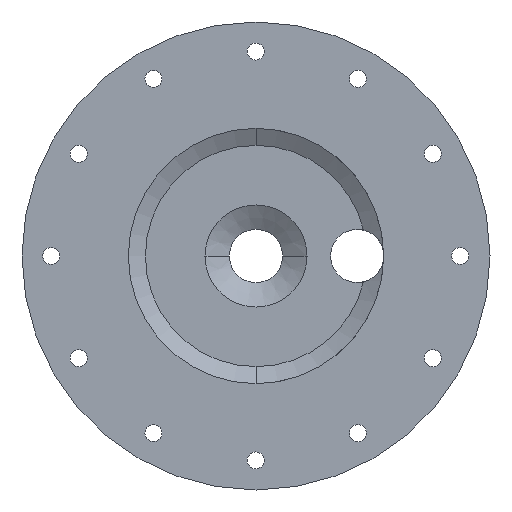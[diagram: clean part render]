
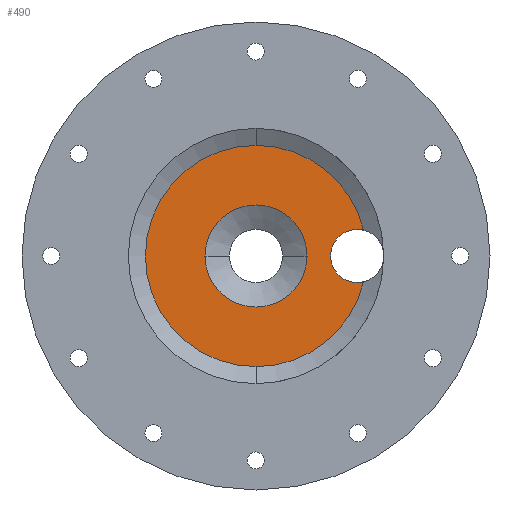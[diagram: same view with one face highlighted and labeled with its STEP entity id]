
A CAD part, front view. The second image highlights one B-rep face of the part: STEP entity #490.
In plain terms, the highlighted planar face has unit normal (0, -1, 0).
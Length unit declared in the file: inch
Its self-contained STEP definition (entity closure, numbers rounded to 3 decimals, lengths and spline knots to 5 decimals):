
#122 = EDGE_CURVE ( 'NONE', #129, #1613, #1610, .T. ) ;
#129 = VERTEX_POINT ( 'NONE', #1289 ) ;
#206 = AXIS2_PLACEMENT_3D ( 'NONE', #1158, #225, #674 ) ;
#225 = DIRECTION ( 'NONE',  ( 0., 1., 0. ) ) ;
#235 = CARTESIAN_POINT ( 'NONE',  ( 0.6, 0.375, 0. ) ) ;
#244 = VERTEX_POINT ( 'NONE', #1169 ) ;
#268 = DIRECTION ( 'NONE',  ( 0., 1., 0. ) ) ;
#313 = CARTESIAN_POINT ( 'NONE',  ( 1.19, 0.375, 0. ) ) ;
#325 = CARTESIAN_POINT ( 'NONE',  ( 1.26405, 0.375, -0.3036 ) ) ;
#342 = EDGE_CURVE ( 'NONE', #244, #1127, #989, .T. ) ;
#441 = ORIENTED_EDGE ( 'NONE', *, *, #1273, .T. ) ;
#476 = DIRECTION ( 'NONE',  ( 0., 0., -1. ) ) ;
#490 = ADVANCED_FACE ( 'NONE', ( #1455, #1436 ), #1881, .T. ) ;
#552 = DIRECTION ( 'NONE',  ( -1., 0., 0. ) ) ;
#556 = EDGE_CURVE ( 'NONE', #1095, #1279, #822, .T. ) ;
#562 = AXIS2_PLACEMENT_3D ( 'NONE', #625, #803, #476 ) ;
#574 = EDGE_LOOP ( 'NONE', ( #1383, #806 ) ) ;
#582 = VERTEX_POINT ( 'NONE', #1115 ) ;
#598 = CIRCLE ( 'NONE', #1713, 1.3 ) ;
#625 = CARTESIAN_POINT ( 'NONE',  ( 0., 0.375, 0. ) ) ;
#664 = DIRECTION ( 'NONE',  ( 0., -1., 0. ) ) ;
#674 = DIRECTION ( 'NONE',  ( 0., 0., 1. ) ) ;
#698 = EDGE_CURVE ( 'NONE', #895, #582, #800, .T. ) ;
#743 = CIRCLE ( 'NONE', #1888, 1.3 ) ;
#782 = DIRECTION ( 'NONE',  ( -1., 0., 0. ) ) ;
#800 = CIRCLE ( 'NONE', #206, 0.3125 ) ;
#803 = DIRECTION ( 'NONE',  ( 0., -1., 0. ) ) ;
#806 = ORIENTED_EDGE ( 'NONE', *, *, #342, .T. ) ;
#813 = DIRECTION ( 'NONE',  ( 0., 0., 1. ) ) ;
#822 = CIRCLE ( 'NONE', #562, 1.3 ) ;
#852 = DIRECTION ( 'NONE',  ( 0., 1., 0. ) ) ;
#895 = VERTEX_POINT ( 'NONE', #325 ) ;
#897 = DIRECTION ( 'NONE',  ( 0., 0., -1. ) ) ;
#901 = AXIS2_PLACEMENT_3D ( 'NONE', #1266, #1897, #813 ) ;
#927 = CARTESIAN_POINT ( 'NONE',  ( 0., 0.375, 0. ) ) ;
#989 = CIRCLE ( 'NONE', #1847, 0.6 ) ;
#1005 = ORIENTED_EDGE ( 'NONE', *, *, #1152, .T. ) ;
#1025 = ORIENTED_EDGE ( 'NONE', *, *, #698, .T. ) ;
#1035 = ORIENTED_EDGE ( 'NONE', *, *, #1621, .T. ) ;
#1046 = DIRECTION ( 'NONE',  ( 0., -1., 0. ) ) ;
#1095 = VERTEX_POINT ( 'NONE', #1802 ) ;
#1098 = DIRECTION ( 'NONE',  ( 0., 1., 0. ) ) ;
#1115 = CARTESIAN_POINT ( 'NONE',  ( 1.19, 0.375, -0.3125 ) ) ;
#1127 = VERTEX_POINT ( 'NONE', #235 ) ;
#1152 = EDGE_CURVE ( 'NONE', #1613, #1095, #598, .T. ) ;
#1158 = CARTESIAN_POINT ( 'NONE',  ( 1.19, 0.375, 0. ) ) ;
#1169 = CARTESIAN_POINT ( 'NONE',  ( -0.6, 0.375, 0. ) ) ;
#1221 = AXIS2_PLACEMENT_3D ( 'NONE', #1468, #852, #552 ) ;
#1242 = CARTESIAN_POINT ( 'NONE',  ( 0., 0.375, -1.3 ) ) ;
#1246 = ORIENTED_EDGE ( 'NONE', *, *, #122, .T. ) ;
#1266 = CARTESIAN_POINT ( 'NONE',  ( 1.19, 0.375, 0. ) ) ;
#1273 = EDGE_CURVE ( 'NONE', #582, #129, #1744, .T. ) ;
#1279 = VERTEX_POINT ( 'NONE', #1242 ) ;
#1289 = CARTESIAN_POINT ( 'NONE',  ( 1.19, 0.375, 0.3125 ) ) ;
#1293 = CARTESIAN_POINT ( 'NONE',  ( 1.26405, 0.375, 0.3036 ) ) ;
#1338 = EDGE_LOOP ( 'NONE', ( #1025, #441, #1246, #1005, #1902, #1035 ) ) ;
#1383 = ORIENTED_EDGE ( 'NONE', *, *, #1430, .T. ) ;
#1430 = EDGE_CURVE ( 'NONE', #1127, #244, #1911, .T. ) ;
#1436 = FACE_OUTER_BOUND ( 'NONE', #1338, .T. ) ;
#1455 = FACE_BOUND ( 'NONE', #574, .T. ) ;
#1468 = CARTESIAN_POINT ( 'NONE',  ( 0., 0.375, 0. ) ) ;
#1573 = CARTESIAN_POINT ( 'NONE',  ( 0., 0.375, 0. ) ) ;
#1603 = AXIS2_PLACEMENT_3D ( 'NONE', #1573, #664, #1889 ) ;
#1610 = CIRCLE ( 'NONE', #901, 0.3125 ) ;
#1613 = VERTEX_POINT ( 'NONE', #1293 ) ;
#1621 = EDGE_CURVE ( 'NONE', #1279, #895, #743, .T. ) ;
#1713 = AXIS2_PLACEMENT_3D ( 'NONE', #927, #1853, #897 ) ;
#1744 = CIRCLE ( 'NONE', #2015, 0.3125 ) ;
#1802 = CARTESIAN_POINT ( 'NONE',  ( 0., 0.375, 1.3 ) ) ;
#1847 = AXIS2_PLACEMENT_3D ( 'NONE', #2036, #268, #782 ) ;
#1853 = DIRECTION ( 'NONE',  ( 0., -1., 0. ) ) ;
#1881 = PLANE ( 'NONE',  #1603 ) ;
#1888 = AXIS2_PLACEMENT_3D ( 'NONE', #1975, #1046, #1986 ) ;
#1889 = DIRECTION ( 'NONE',  ( 0., 0., -1. ) ) ;
#1897 = DIRECTION ( 'NONE',  ( 0., 1., 0. ) ) ;
#1902 = ORIENTED_EDGE ( 'NONE', *, *, #556, .T. ) ;
#1911 = CIRCLE ( 'NONE', #1221, 0.6 ) ;
#1975 = CARTESIAN_POINT ( 'NONE',  ( 0., 0.375, 0. ) ) ;
#1986 = DIRECTION ( 'NONE',  ( 0., 0., -1. ) ) ;
#2015 = AXIS2_PLACEMENT_3D ( 'NONE', #313, #1098, #2032 ) ;
#2032 = DIRECTION ( 'NONE',  ( 0., 0., 1. ) ) ;
#2036 = CARTESIAN_POINT ( 'NONE',  ( 0., 0.375, 0. ) ) ;
